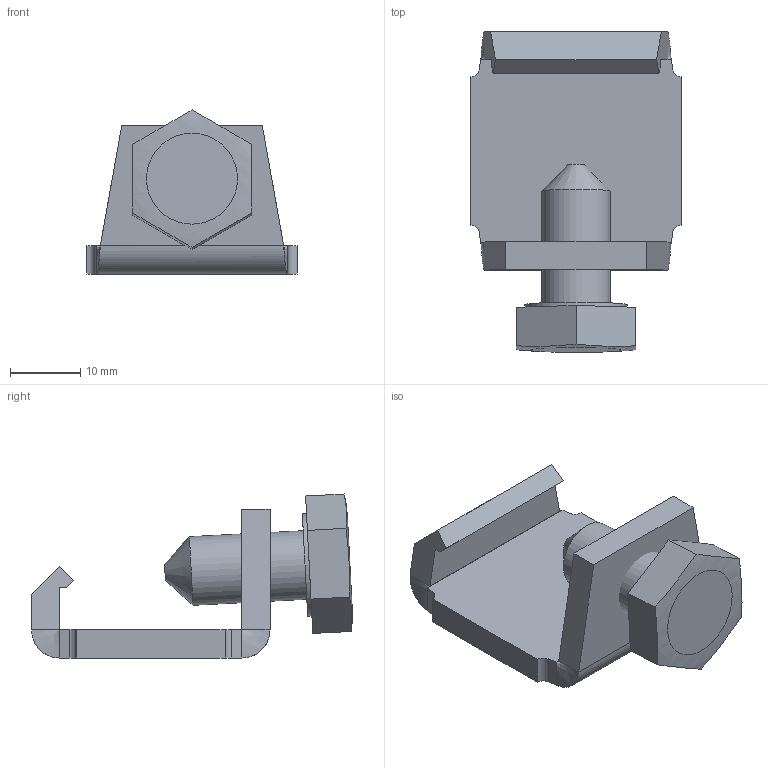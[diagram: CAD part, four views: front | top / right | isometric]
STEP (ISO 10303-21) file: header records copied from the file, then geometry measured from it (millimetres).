
FILE_DESCRIPTION(/* description */ (''),/* implementation_level */ '2;1');
FILE_NAME(/* name */ 'METU_A01A-3086_M3.stp',/* time_stamp */ '2019-02-22T08:47:42+01:00',/* author */ (''),/* organization */ (''),/* preprocessor_version */ 'ST-DEVELOPER v11',/* originating_system */ 'SIEMENS UGS NX 6.0',/* authorisation */ '');
FILE_SCHEMA (('CONFIG_CONTROL_DESIGN'));
Length unit declared in the file: millimetre
Products named in the file (1): gars87FCbevc
Bounding box: 30 x 45.75 x 23.39 mm (x, y, z)
Volume: 8781.6 mm3; surface area: 5141.4 mm2
Topology: 2 solids, 2 shells, 48 faces, 108 edges, 66 vertices
Faces by surface type: plane 31, cylinder 11, bspline 5, cone 1
Full cylindrical faces by diameter (mm): 8.5 x1, 9.8 x1, 14.6 x1
Entity records: 1616 total; most frequent: CARTESIAN_POINT 511, ORIENTED_EDGE 206, DIRECTION 193, EDGE_CURVE 103, LINE 73, VECTOR 73, VERTEX_POINT 66, AXIS2_PLACEMENT_3D 60
